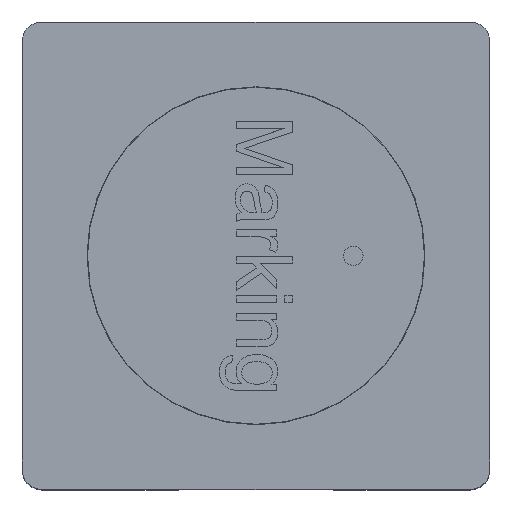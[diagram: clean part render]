
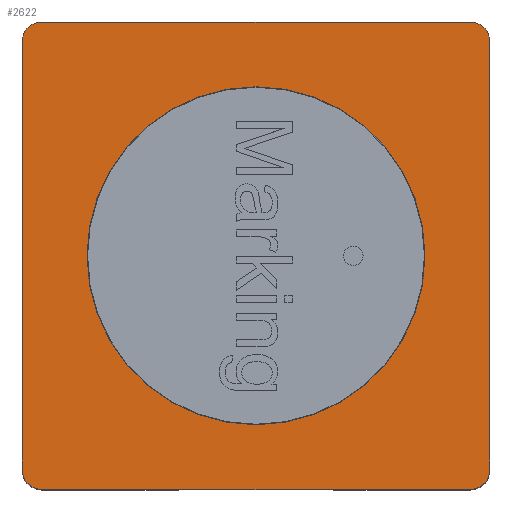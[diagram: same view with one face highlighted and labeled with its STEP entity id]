
A CAD part, top view. The second image highlights one B-rep face of the part: STEP entity #2622.
In plain terms, the highlighted planar face has unit normal (0, 0, 1).
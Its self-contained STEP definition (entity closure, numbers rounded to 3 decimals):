
#88 = LINE ( 'NONE', #3778, #8122 ) ;
#334 = VERTEX_POINT ( 'NONE', #3391 ) ;
#370 = AXIS2_PLACEMENT_3D ( 'NONE', #5499, #2773, #4489 ) ;
#550 = CARTESIAN_POINT ( 'NONE',  ( 3.674, 4.008, 0. ) ) ;
#838 = CIRCLE ( 'NONE', #4479, 0.334 ) ;
#969 = LINE ( 'NONE', #3956, #2384 ) ;
#985 = EDGE_CURVE ( 'NONE', #4153, #2508, #6563, .T. ) ;
#1227 = VERTEX_POINT ( 'NONE', #1442 ) ;
#1248 = DIRECTION ( 'NONE',  ( 1., 0., 0. ) ) ;
#1442 = CARTESIAN_POINT ( 'NONE',  ( -4.008, 3.674, 0. ) ) ;
#1504 = DIRECTION ( 'NONE',  ( 0., 0., 1. ) ) ;
#1507 = EDGE_CURVE ( 'NONE', #11643, #1752, #8469, .T. ) ;
#1682 = CARTESIAN_POINT ( 'NONE',  ( -4.008, -3.674, 0. ) ) ;
#1744 = CARTESIAN_POINT ( 'NONE',  ( -3.674, -3.674, 0. ) ) ;
#1752 = VERTEX_POINT ( 'NONE', #12305 ) ;
#1935 = DIRECTION ( 'NONE',  ( 0., 0., 1. ) ) ;
#1968 = DIRECTION ( 'NONE',  ( 0., -1., 0. ) ) ;
#2132 = CARTESIAN_POINT ( 'NONE',  ( 0., 2.897, 0. ) ) ;
#2185 = CARTESIAN_POINT ( 'NONE',  ( 3.674, 3.674, 0. ) ) ;
#2384 = VECTOR ( 'NONE', #8704, 1000. ) ;
#2431 = EDGE_CURVE ( 'NONE', #9159, #334, #5920, .T. ) ;
#2508 = VERTEX_POINT ( 'NONE', #2132 ) ;
#2622 = ADVANCED_FACE ( 'NONE', ( #11118, #8075 ), #6238, .T. ) ;
#2773 = DIRECTION ( 'NONE',  ( 0., 0., -1. ) ) ;
#2858 = ORIENTED_EDGE ( 'NONE', *, *, #7723, .T. ) ;
#3170 = EDGE_CURVE ( 'NONE', #1752, #8771, #3376, .T. ) ;
#3220 = DIRECTION ( 'NONE',  ( 0., 1., 0. ) ) ;
#3283 = CIRCLE ( 'NONE', #7355, 0.334 ) ;
#3376 = LINE ( 'NONE', #7220, #5534 ) ;
#3391 = CARTESIAN_POINT ( 'NONE',  ( 4.008, 3.674, 0. ) ) ;
#3404 = VECTOR ( 'NONE', #3220, 1000. ) ;
#3648 = CARTESIAN_POINT ( 'NONE',  ( 0., -2.897, 0. ) ) ;
#3778 = CARTESIAN_POINT ( 'NONE',  ( -4.008, 4.008, 0. ) ) ;
#3916 = CARTESIAN_POINT ( 'NONE',  ( -3.674, 4.008, 0. ) ) ;
#3956 = CARTESIAN_POINT ( 'NONE',  ( 4.008, 4.008, 0. ) ) ;
#4153 = VERTEX_POINT ( 'NONE', #3648 ) ;
#4479 = AXIS2_PLACEMENT_3D ( 'NONE', #2185, #6027, #1248 ) ;
#4489 = DIRECTION ( 'NONE',  ( -1., 0., 0. ) ) ;
#4646 = VERTEX_POINT ( 'NONE', #550 ) ;
#4749 = DIRECTION ( 'NONE',  ( 0., 0., -1. ) ) ;
#4852 = DIRECTION ( 'NONE',  ( 1., 0., 0. ) ) ;
#5014 = ORIENTED_EDGE ( 'NONE', *, *, #1507, .T. ) ;
#5499 = CARTESIAN_POINT ( 'NONE',  ( 0., 0., 0. ) ) ;
#5534 = VECTOR ( 'NONE', #11068, 1000. ) ;
#5781 = ORIENTED_EDGE ( 'NONE', *, *, #2431, .T. ) ;
#5802 = CARTESIAN_POINT ( 'NONE',  ( 0., 0., 0. ) ) ;
#5804 = AXIS2_PLACEMENT_3D ( 'NONE', #9109, #6304, #6371 ) ;
#5825 = CIRCLE ( 'NONE', #370, 2.897 ) ;
#5920 = LINE ( 'NONE', #10737, #3404 ) ;
#6027 = DIRECTION ( 'NONE',  ( 0., 0., 1. ) ) ;
#6238 = PLANE ( 'NONE',  #5804 ) ;
#6285 = ORIENTED_EDGE ( 'NONE', *, *, #3170, .T. ) ;
#6304 = DIRECTION ( 'NONE',  ( 0., 0., 1. ) ) ;
#6371 = DIRECTION ( 'NONE',  ( 1., 0., 0. ) ) ;
#6380 = EDGE_CURVE ( 'NONE', #8771, #9159, #10321, .T. ) ;
#6563 = CIRCLE ( 'NONE', #11618, 2.897 ) ;
#6584 = ORIENTED_EDGE ( 'NONE', *, *, #9640, .T. ) ;
#6719 = EDGE_CURVE ( 'NONE', #334, #4646, #838, .T. ) ;
#6912 = EDGE_CURVE ( 'NONE', #4646, #7909, #969, .T. ) ;
#6943 = ORIENTED_EDGE ( 'NONE', *, *, #6380, .T. ) ;
#7204 = DIRECTION ( 'NONE',  ( 0., 0., 1. ) ) ;
#7220 = CARTESIAN_POINT ( 'NONE',  ( -4.008, -4.008, 0. ) ) ;
#7355 = AXIS2_PLACEMENT_3D ( 'NONE', #12153, #1504, #8148 ) ;
#7463 = AXIS2_PLACEMENT_3D ( 'NONE', #1744, #1935, #4852 ) ;
#7655 = DIRECTION ( 'NONE',  ( -1., 0., 0. ) ) ;
#7723 = EDGE_CURVE ( 'NONE', #2508, #4153, #5825, .T. ) ;
#7888 = ORIENTED_EDGE ( 'NONE', *, *, #8586, .T. ) ;
#7909 = VERTEX_POINT ( 'NONE', #3916 ) ;
#8075 = FACE_BOUND ( 'NONE', #8826, .T. ) ;
#8122 = VECTOR ( 'NONE', #1968, 1000. ) ;
#8148 = DIRECTION ( 'NONE',  ( 1., 0., 0. ) ) ;
#8266 = CARTESIAN_POINT ( 'NONE',  ( 3.674, -4.008, 0. ) ) ;
#8469 = CIRCLE ( 'NONE', #7463, 0.334 ) ;
#8586 = EDGE_CURVE ( 'NONE', #7909, #1227, #3283, .T. ) ;
#8704 = DIRECTION ( 'NONE',  ( -1., 0., 0. ) ) ;
#8744 = ORIENTED_EDGE ( 'NONE', *, *, #985, .T. ) ;
#8771 = VERTEX_POINT ( 'NONE', #8266 ) ;
#8826 = EDGE_LOOP ( 'NONE', ( #2858, #8744 ) ) ;
#8992 = EDGE_LOOP ( 'NONE', ( #6285, #6943, #5781, #11612, #11899, #7888, #6584, #5014 ) ) ;
#9015 = CARTESIAN_POINT ( 'NONE',  ( 4.008, -3.674, 0. ) ) ;
#9109 = CARTESIAN_POINT ( 'NONE',  ( -4.008, -4.008, 0. ) ) ;
#9159 = VERTEX_POINT ( 'NONE', #9015 ) ;
#9178 = DIRECTION ( 'NONE',  ( 1., 0., 0. ) ) ;
#9321 = AXIS2_PLACEMENT_3D ( 'NONE', #11885, #7204, #9178 ) ;
#9640 = EDGE_CURVE ( 'NONE', #1227, #11643, #88, .T. ) ;
#10321 = CIRCLE ( 'NONE', #9321, 0.334 ) ;
#10737 = CARTESIAN_POINT ( 'NONE',  ( 4.008, -4.008, 0. ) ) ;
#11068 = DIRECTION ( 'NONE',  ( 1., 0., 0. ) ) ;
#11118 = FACE_OUTER_BOUND ( 'NONE', #8992, .T. ) ;
#11612 = ORIENTED_EDGE ( 'NONE', *, *, #6719, .T. ) ;
#11618 = AXIS2_PLACEMENT_3D ( 'NONE', #5802, #4749, #7655 ) ;
#11643 = VERTEX_POINT ( 'NONE', #1682 ) ;
#11885 = CARTESIAN_POINT ( 'NONE',  ( 3.674, -3.674, 0. ) ) ;
#11899 = ORIENTED_EDGE ( 'NONE', *, *, #6912, .T. ) ;
#12153 = CARTESIAN_POINT ( 'NONE',  ( -3.674, 3.674, 0. ) ) ;
#12305 = CARTESIAN_POINT ( 'NONE',  ( -3.674, -4.008, 0. ) ) ;
